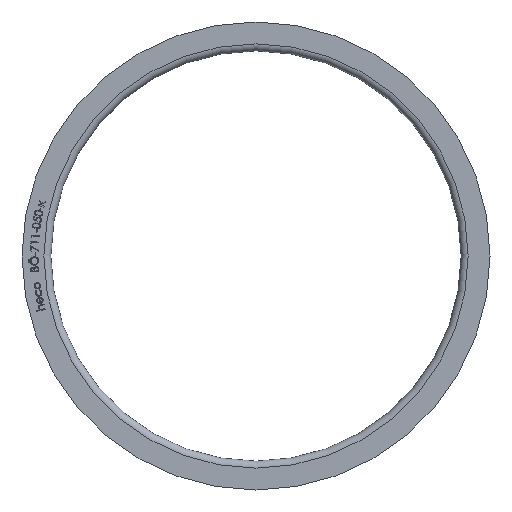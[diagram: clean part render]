
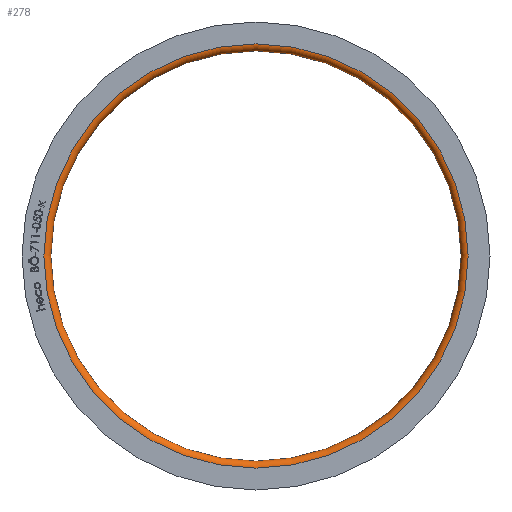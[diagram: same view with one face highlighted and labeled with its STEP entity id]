
A CAD part, left-side view. The second image highlights one B-rep face of the part: STEP entity #278.
In plain terms, the highlighted toroidal (fillet/blend) face has major radius 362.6 mm and minor radius 12 mm.
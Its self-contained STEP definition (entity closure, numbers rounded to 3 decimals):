
#278 = ADVANCED_FACE ( 'NONE', ( #7147, #7349 ), #8493, .T. ) ;
#331 = VERTEX_POINT ( 'NONE', #8497 ) ;
#1643 = AXIS2_PLACEMENT_3D ( 'NONE', #11234, #11436, #6159 ) ;
#1777 = CARTESIAN_POINT ( 'NONE',  ( 12., 0., 0. ) ) ;
#2361 = CIRCLE ( 'NONE', #8789, 350.6 ) ;
#2390 = CARTESIAN_POINT ( 'NONE',  ( 0., 0., 362.6 ) ) ;
#2844 = DIRECTION ( 'NONE',  ( -1., 0., 0. ) ) ;
#3220 = EDGE_CURVE ( 'NONE', #331, #331, #2361, .T. ) ;
#4465 = VERTEX_POINT ( 'NONE', #2390 ) ;
#4565 = CARTESIAN_POINT ( 'NONE',  ( 0., 0., 0. ) ) ;
#5312 = DIRECTION ( 'NONE',  ( 0., 0., 1. ) ) ;
#6159 = DIRECTION ( 'NONE',  ( 0., 0., 1. ) ) ;
#6352 = AXIS2_PLACEMENT_3D ( 'NONE', #4565, #8532, #5312 ) ;
#7147 = FACE_OUTER_BOUND ( 'NONE', #11488, .T. ) ;
#7349 = FACE_OUTER_BOUND ( 'NONE', #7477, .T. ) ;
#7477 = EDGE_LOOP ( 'NONE', ( #12477 ) ) ;
#7874 = DIRECTION ( 'NONE',  ( 0., 0., 1. ) ) ;
#8493 = TOROIDAL_SURFACE ( 'NONE', #1643, 362.6, 12. ) ;
#8497 = CARTESIAN_POINT ( 'NONE',  ( 12., 0., 350.6 ) ) ;
#8532 = DIRECTION ( 'NONE',  ( -1., 0., 0. ) ) ;
#8700 = ORIENTED_EDGE ( 'NONE', *, *, #3220, .F. ) ;
#8789 = AXIS2_PLACEMENT_3D ( 'NONE', #1777, #2844, #7874 ) ;
#10258 = EDGE_CURVE ( 'NONE', #4465, #4465, #11463, .T. ) ;
#11234 = CARTESIAN_POINT ( 'NONE',  ( 12., 0., 0. ) ) ;
#11436 = DIRECTION ( 'NONE',  ( -1., 0., 0. ) ) ;
#11463 = CIRCLE ( 'NONE', #6352, 362.6 ) ;
#11488 = EDGE_LOOP ( 'NONE', ( #8700 ) ) ;
#12477 = ORIENTED_EDGE ( 'NONE', *, *, #10258, .T. ) ;
